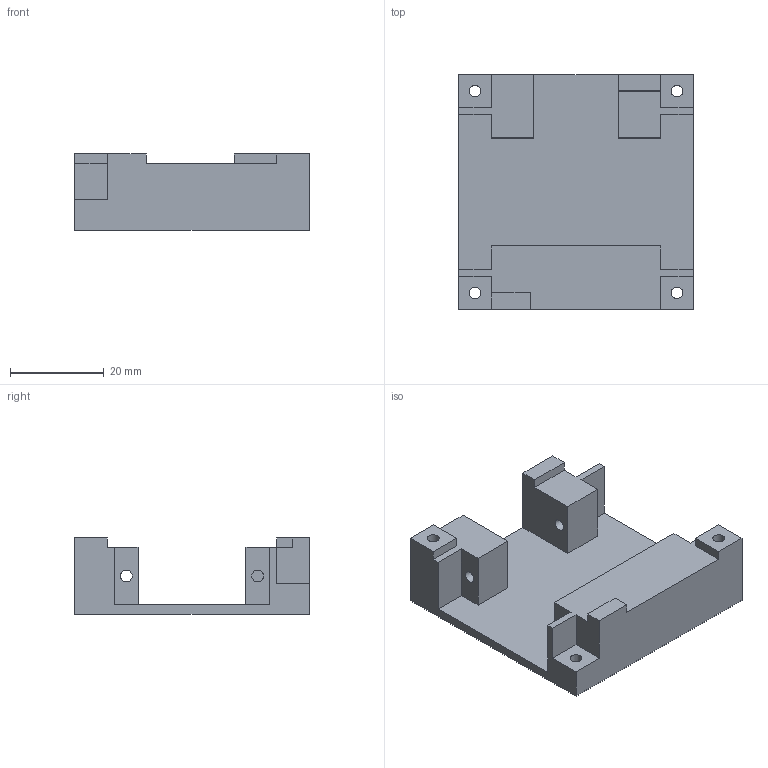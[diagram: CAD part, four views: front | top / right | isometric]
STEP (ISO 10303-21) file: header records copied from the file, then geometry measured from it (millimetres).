
FILE_DESCRIPTION(/* description */ ('Alibre Inc.'),/* implementation_level */ '2;1');
FILE_NAME(/* name */ 'export-08E301B3-DB1F-4998-8A56-1E854B3D00C5',/* time_stamp */ '2024-07-10T18:51:02-06:00',/* author */ (''),/* organization */ (''),/* preprocessor_version */ 'ST-DEVELOPER v17',/* originating_system */ 'Alibre',/* authorisation */ '');
FILE_SCHEMA (('CONFIG_CONTROL_DESIGN'));
Length unit declared in the file: centimetre
Bounding box: 50 x 50 x 16.2 mm (x, y, z)
Volume: 15880.3 mm3; surface area: 9230.3 mm2
Topology: 1 solids, 1 shells, 57 faces, 151 edges, 102 vertices
Faces by surface type: plane 45, cylinder 12
Full cylindrical faces by diameter (mm): 2.5 x8, 4 x4
Entity records: 1725 total; most frequent: CARTESIAN_POINT 289, ORIENTED_EDGE 270, DIRECTION 227, EDGE_CURVE 135, VECTOR 111, LINE 111, VERTEX_POINT 98, EDGE_LOOP 87
